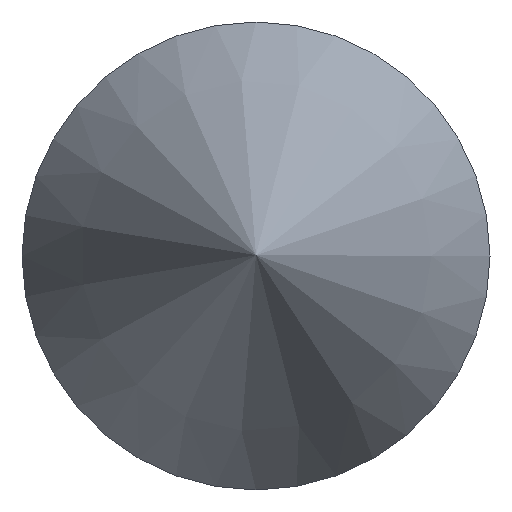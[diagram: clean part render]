
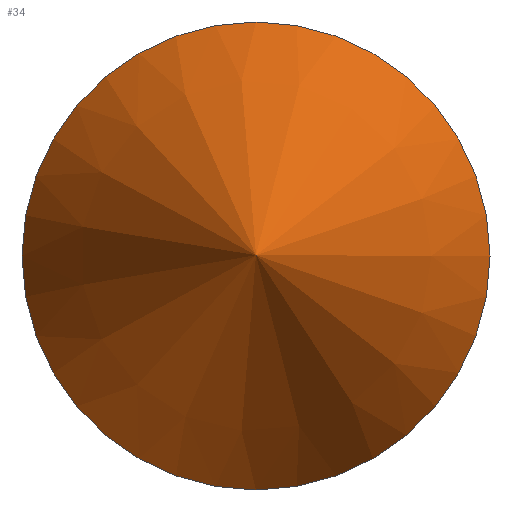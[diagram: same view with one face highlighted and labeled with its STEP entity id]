
A CAD part, top view. The second image highlights one B-rep face of the part: STEP entity #34.
In plain terms, the highlighted conical face has half-angle 26.565 degrees and reference radius 0 mm.
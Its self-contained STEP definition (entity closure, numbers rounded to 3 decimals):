
#21 = EDGE_CURVE('',#22,#22,#24,.T.);
#22 = VERTEX_POINT('',#23);
#23 = CARTESIAN_POINT('',(60.,0.,0.));
#24 = CIRCLE('',#25,60.);
#25 = AXIS2_PLACEMENT_3D('',#26,#27,#28);
#26 = CARTESIAN_POINT('',(0.,0.,0.));
#27 = DIRECTION('',(0.,0.,-1.));
#28 = DIRECTION('',(1.,0.,0.));
#34 = ADVANCED_FACE('',(#35),#47,.T.);
#35 = FACE_BOUND('',#36,.T.);
#36 = EDGE_LOOP('',(#37,#45,#46));
#37 = ORIENTED_EDGE('',*,*,#38,.T.);
#38 = EDGE_CURVE('',#39,#22,#41,.T.);
#39 = VERTEX_POINT('',#40);
#40 = CARTESIAN_POINT('',(0.,0.,120.));
#41 = LINE('',#42,#43);
#42 = CARTESIAN_POINT('',(0.,0.,120.));
#43 = VECTOR('',#44,1.);
#44 = DIRECTION('',(0.447,0.,-0.894));
#45 = ORIENTED_EDGE('',*,*,#21,.F.);
#46 = ORIENTED_EDGE('',*,*,#38,.F.);
#47 = CONICAL_SURFACE('',#48,0.,0.464);
#48 = AXIS2_PLACEMENT_3D('',#49,#50,#51);
#49 = CARTESIAN_POINT('',(0.,0.,120.));
#50 = DIRECTION('',(0.,0.,-1.));
#51 = DIRECTION('',(1.,0.,0.));
